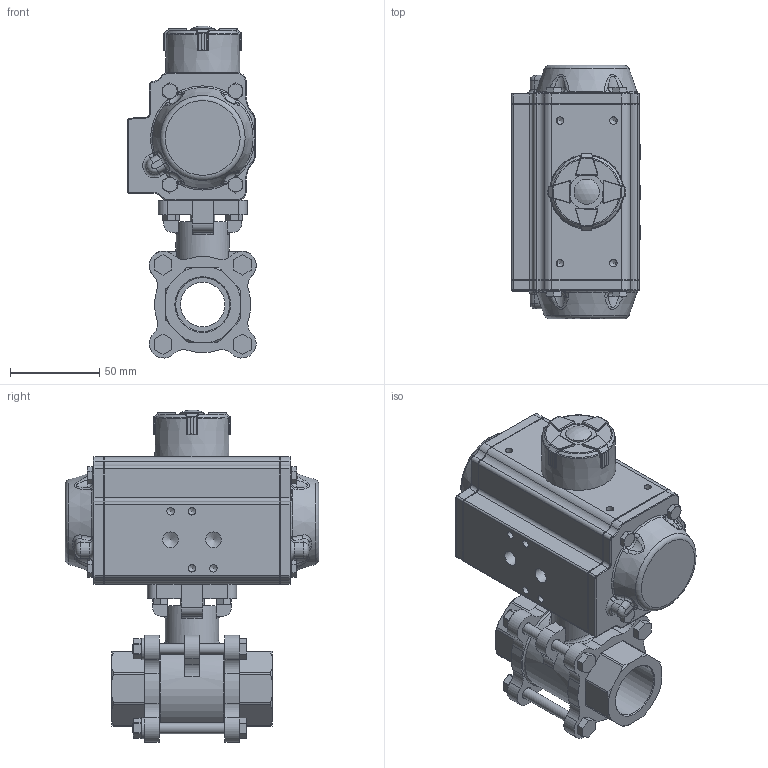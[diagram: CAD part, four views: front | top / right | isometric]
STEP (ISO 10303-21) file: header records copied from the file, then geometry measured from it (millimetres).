
FILE_DESCRIPTION(/* description */ ('Unknown'),/* implementation_level */ '2;1');
FILE_NAME(/* name */ 'DW029323-06_(DW20-8.112.025)',/* time_stamp */ '2022-05-13T10:20:41+02:00',/* author */ ('Unknown'),/* organization */ ('Unknown'),/* preprocessor_version */ 'ST-DEVELOPER v16.7',/* originating_system */ 'Solid Edge',/* authorisation */ 'Unknown');
FILE_SCHEMA (('AUTOMOTIVE_DESIGN {1 0 10303 214 3 1 1}'));
Length unit declared in the file: millimetre
Products named in the file (13): DW20-8.112.025; DW20_FR15; KP-50; cup head square neck bolts grade b gb_GB_FASTENER_BOLT_CHSNBSHB M6X25
-N; ________(___________; _____________; ______; 8.112.025; 8.112.025 ; DIN558_M_6x60.1.3; DIN126-M6; DIN934-M6.1.1; DIN558 M5x14
Assembly tree (26 placements, depth 3):
  DW20-8.112.025
    DW20_FR15
      KP-50
      cup head square neck bolts grade b gb_GB_FASTENER_BOLT_CHSNBSHB M6X25
-N
      ________(___________  x2
      _____________  x2
      ______
    8.112.025
      8.112.025 
      DIN558_M_6x60.1.3  x4
      DIN126-M6  x4
      DIN934-M6.1.1  x4
    DIN558 M5x14  x4
Bounding box: 72 x 142.2 x 186.29 mm (x, y, z)
Volume: 741799.8 mm3; surface area: 111081.4 mm2
Topology: 24 solids, 24 shells, 1367 faces, 3374 edges, 2066 vertices
Faces by surface type: plane 551, cylinder 387, cone 182, bspline 134, torus 103, sphere 10
Full cylindrical faces by diameter (mm): 2.1 x2, 3 x16, 3.3 x8, 4.2 x12, 5 x13, 6 x5, 6.2 x1, 6.6 x4, 7 x10, 8.8 x2, 11.7 x1, 12 x4, 13.9 x1, 14 x1, 14.2 x1, 15.9 x1, 20 x1, 23.5 x1, 25 x1, 30 x2, 30.291 x2, 38.5 x1, 50 x1
Entity records: 37659 total; most frequent: CARTESIAN_POINT 11943, DIRECTION 4956, ORIENTED_EDGE 4876, EDGE_CURVE 2438, AXIS2_PLACEMENT_3D 1932, VERTEX_POINT 1570, FACE_BOUND 1278, EDGE_LOOP 1260
